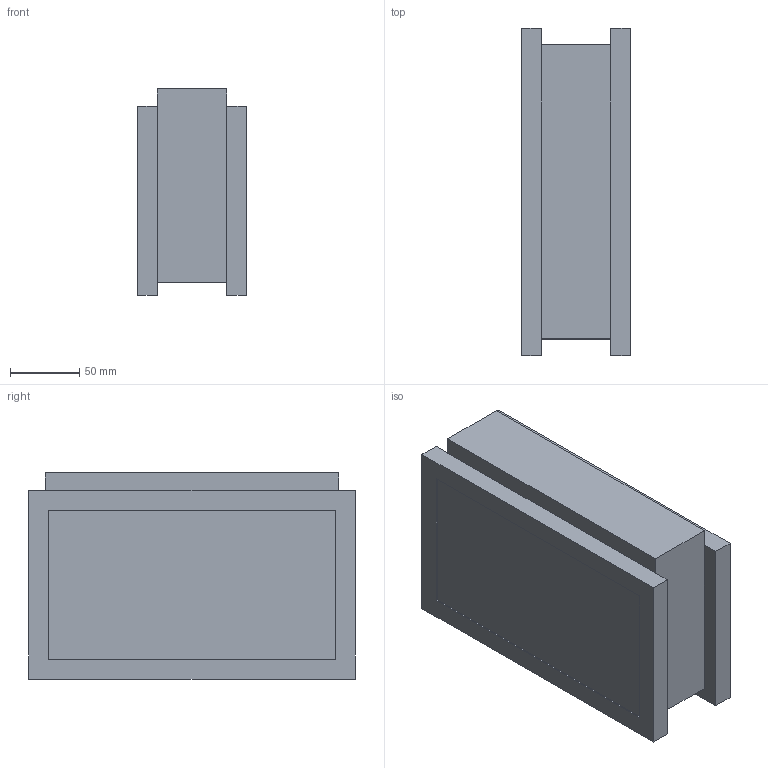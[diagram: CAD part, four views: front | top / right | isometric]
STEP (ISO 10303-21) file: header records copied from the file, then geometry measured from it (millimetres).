
FILE_DESCRIPTION(/* description */ ('Unknown'),/* implementation_level */ '2;1');
FILE_NAME(/* name */ 'FL 1520 D',/* time_stamp */ '2018-12-10T10:14:07+01:00',/* author */ ('Unknown'),/* organization */ ('Unknown'),/* preprocessor_version */ 'ST-DEVELOPER v16.7',/* originating_system */ 'DEX',/* authorisation */ $);
FILE_SCHEMA (('AUTOMOTIVE_DESIGN {1 0 10303 214 3 1 1}'));
Length unit declared in the file: millimetre
Products named in the file (1): FL 1520 D
Bounding box: 78.8 x 236.8 x 149.4 mm (x, y, z)
Volume: 2379026.1 mm3; surface area: 138755.5 mm2
Topology: 1 solids, 1 shells, 28 faces, 68 edges, 44 vertices
Faces by surface type: plane 28
Entity records: 830 total; most frequent: CARTESIAN_POINT 141, ORIENTED_EDGE 136, DIRECTION 126, EDGE_CURVE 68, LINE 68, VECTOR 68, VERTEX_POINT 44, EDGE_LOOP 30
